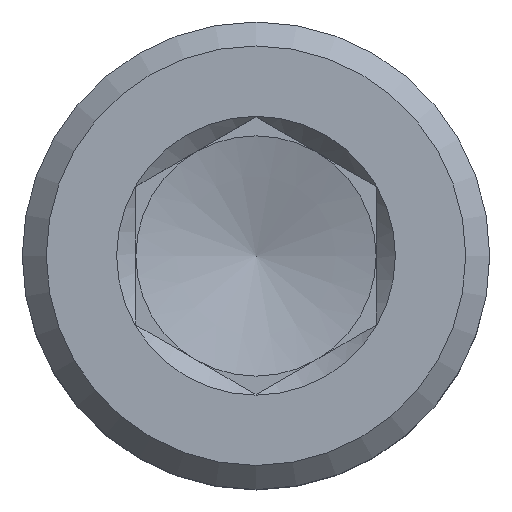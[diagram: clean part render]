
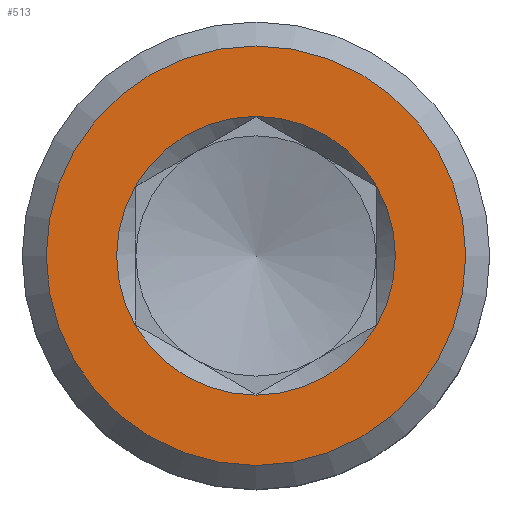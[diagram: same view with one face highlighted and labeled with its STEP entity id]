
A CAD part, top view. The second image highlights one B-rep face of the part: STEP entity #513.
In plain terms, the highlighted planar face has unit normal (0, 0, 1).
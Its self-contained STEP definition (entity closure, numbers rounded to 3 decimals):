
#73=PLANE('',#547);
#91=ORIENTED_EDGE('',*,*,#173,.F.);
#92=ORIENTED_EDGE('',*,*,#174,.T.);
#173=EDGE_CURVE('',#214,#214,#244,.T.);
#174=EDGE_CURVE('',#215,#215,#245,.T.);
#214=VERTEX_POINT('',#701);
#215=VERTEX_POINT('',#703);
#244=CIRCLE('',#548,4.364);
#245=CIRCLE('',#549,2.9);
#261=EDGE_LOOP('',(#91));
#262=EDGE_LOOP('',(#92));
#297=FACE_BOUND('',#261,.T.);
#298=FACE_BOUND('',#262,.T.);
#513=ADVANCED_FACE('',(#297,#298),#73,.F.);
#547=AXIS2_PLACEMENT_3D('',#699,#595,#596);
#548=AXIS2_PLACEMENT_3D('',#700,#597,#598);
#549=AXIS2_PLACEMENT_3D('',#702,#599,#600);
#595=DIRECTION('',(0.,0.,-1.));
#596=DIRECTION('',(-1.,0.,0.));
#597=DIRECTION('',(0.,0.,-1.));
#598=DIRECTION('',(-1.,0.,0.));
#599=DIRECTION('',(0.,0.,-1.));
#600=DIRECTION('',(-1.,0.,0.));
#699=CARTESIAN_POINT('',(0.,0.,0.));
#700=CARTESIAN_POINT('',(0.,0.,0.));
#701=CARTESIAN_POINT('',(-4.364,0.,0.));
#702=CARTESIAN_POINT('',(0.,0.,0.));
#703=CARTESIAN_POINT('',(-2.9,0.,0.));
